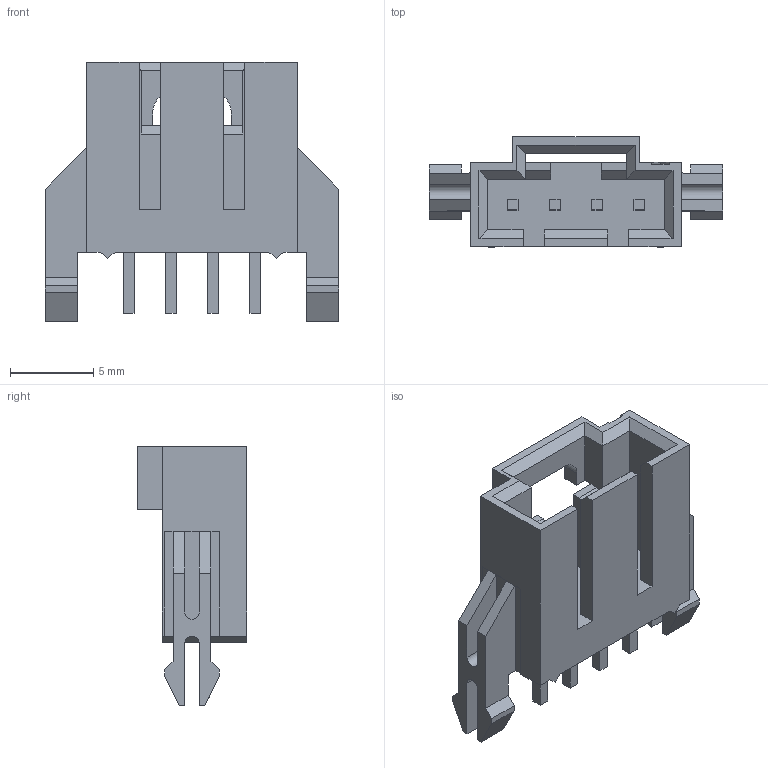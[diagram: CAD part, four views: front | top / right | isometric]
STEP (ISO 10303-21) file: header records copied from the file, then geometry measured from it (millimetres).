
FILE_DESCRIPTION((''),'2;1');
FILE_NAME('705410003','2014-04-18T',('me'),(''),'PRO/ENGINEER BY PARAMETRIC TECHNOLOGY CORPORATION, 2011490','PRO/ENGINEER BY PARAMETRIC TECHNOLOGY CORPORATION, 2011490','');
FILE_SCHEMA(('CONFIG_CONTROL_DESIGN'));
Length unit declared in the file: inch
Products named in the file (1): 705410003
Bounding box: 17.68 x 6.6 x 15.62 mm (x, y, z)
Volume: 488.2 mm3; surface area: 1071.6 mm2
Topology: 1 solids, 1 shells, 155 faces, 433 edges, 286 vertices
Faces by surface type: plane 149, cylinder 6
Entity records: 4916 total; most frequent: CARTESIAN_POINT 864, ORIENTED_EDGE 842, DIRECTION 773, EDGE_CURVE 421, VECTOR 407, LINE 407, VERTEX_POINT 274, AXIS2_PLACEMENT_3D 183
